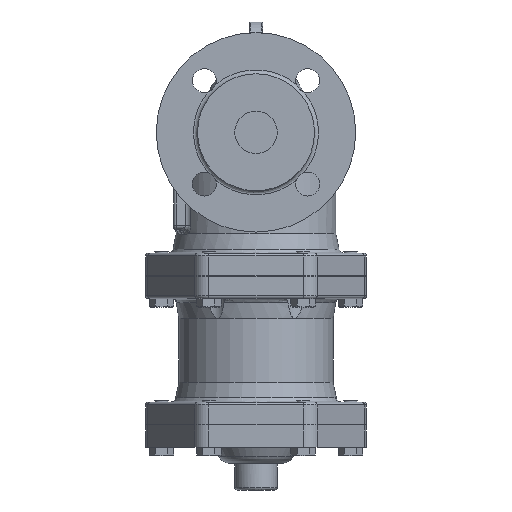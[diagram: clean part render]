
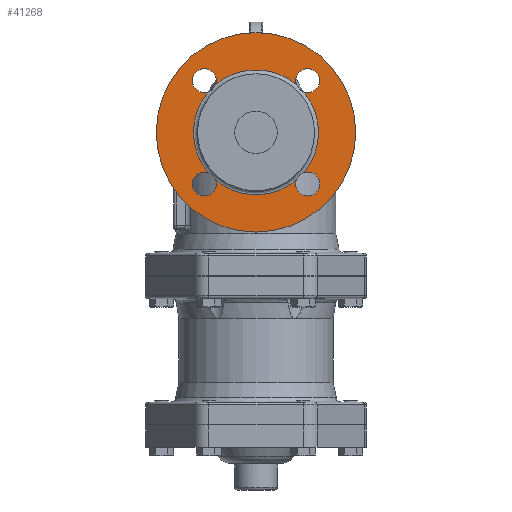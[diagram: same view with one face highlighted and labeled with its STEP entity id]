
A CAD part, left-side view. The second image highlights one B-rep face of the part: STEP entity #41268.
In plain terms, the highlighted free-form (B-spline) face has degree [1, 1] with [2, 2] control points.
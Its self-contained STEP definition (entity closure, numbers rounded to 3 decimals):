
#41100=CARTESIAN_POINT('',(-104.5,30.432,72.182));
#41101=VERTEX_POINT('',#41100);
#41102=CARTESIAN_POINT('',(-104.5,-30.432,72.182));
#41103=VERTEX_POINT('',#41102);
#41104=CARTESIAN_POINT('',(-104.5,0.0,108.0));
#41105=DIRECTION('',(-1.0,0.0,0.0));
#41106=DIRECTION('',(0.0,0.0,-1.0));
#41107=AXIS2_PLACEMENT_3D('',#41104,#41105,#41106);
#41108=CIRCLE('',#41107,47.0);
#41109=EDGE_CURVE('',#41101,#41103,#41108,.T.);
#41111=CARTESIAN_POINT('',(-104.5,-35.818,77.568));
#41112=VERTEX_POINT('',#41111);
#41130=CARTESIAN_POINT('',(-104.5,-35.818,138.432));
#41131=VERTEX_POINT('',#41130);
#41132=CARTESIAN_POINT('',(-104.5,0.0,108.0));
#41133=DIRECTION('',(-1.0,0.0,0.0));
#41134=DIRECTION('',(0.0,0.0,-1.0));
#41135=AXIS2_PLACEMENT_3D('',#41132,#41133,#41134);
#41136=CIRCLE('',#41135,47.0);
#41137=EDGE_CURVE('',#41112,#41131,#41136,.T.);
#41139=CARTESIAN_POINT('',(-104.5,-30.432,143.818));
#41140=VERTEX_POINT('',#41139);
#41158=CARTESIAN_POINT('',(-104.5,30.432,143.818));
#41159=VERTEX_POINT('',#41158);
#41160=CARTESIAN_POINT('',(-104.5,0.0,108.0));
#41161=DIRECTION('',(-1.0,0.0,0.0));
#41162=DIRECTION('',(0.0,0.0,-1.0));
#41163=AXIS2_PLACEMENT_3D('',#41160,#41161,#41162);
#41164=CIRCLE('',#41163,47.0);
#41165=EDGE_CURVE('',#41140,#41159,#41164,.T.);
#41167=CARTESIAN_POINT('',(-104.5,35.818,138.432));
#41168=VERTEX_POINT('',#41167);
#41186=CARTESIAN_POINT('',(-104.5,35.818,77.568));
#41187=VERTEX_POINT('',#41186);
#41188=CARTESIAN_POINT('',(-104.5,0.0,108.0));
#41189=DIRECTION('',(-1.0,0.0,0.0));
#41190=DIRECTION('',(0.0,0.0,-1.0));
#41191=AXIS2_PLACEMENT_3D('',#41188,#41189,#41190);
#41192=CIRCLE('',#41191,47.0);
#41193=EDGE_CURVE('',#41168,#41187,#41192,.T.);
#41218=CARTESIAN_POINT('',(-104.5,75.0,183.0));
#41219=CARTESIAN_POINT('',(-104.5,75.0,33.0));
#41220=CARTESIAN_POINT('',(-104.5,-75.0,183.0));
#41221=CARTESIAN_POINT('',(-104.5,-75.0,33.0));
#41222=B_SPLINE_SURFACE_WITH_KNOTS('',1,1,((#41218,#41220),(#41219,#41221)),.UNSPECIFIED.,.F.,.F.,.U.,(2,2),(2,2),(0.0,150.0),(0.0,150.0),.UNSPECIFIED.);
#41223=CARTESIAN_POINT('',(-104.5,0.0,183.0));
#41224=VERTEX_POINT('',#41223);
#41225=CARTESIAN_POINT('',(-104.5,0.0,108.0));
#41226=DIRECTION('',(-1.0,0.0,0.0));
#41227=DIRECTION('',(0.0,0.0,1.0));
#41228=AXIS2_PLACEMENT_3D('',#41225,#41226,#41227);
#41229=CIRCLE('',#41228,75.0);
#41230=EDGE_CURVE('',#41224,#41224,#41229,.T.);
#41231=ORIENTED_EDGE('',*,*,#41230,.T.);
#41232=EDGE_LOOP('',(#41231));
#41233=FACE_OUTER_BOUND('',#41232,.T.);
#41234=ORIENTED_EDGE('',*,*,#41109,.F.);
#41235=CARTESIAN_POINT('',(-104.5,38.891,69.109));
#41236=DIRECTION('',(1.0,0.0,0.0));
#41237=DIRECTION('',(0.0,0.0,1.0));
#41238=AXIS2_PLACEMENT_3D('',#41235,#41236,#41237);
#41239=CIRCLE('',#41238,9.0);
#41240=EDGE_CURVE('',#41101,#41187,#41239,.T.);
#41241=ORIENTED_EDGE('',*,*,#41240,.T.);
#41242=ORIENTED_EDGE('',*,*,#41193,.F.);
#41243=CARTESIAN_POINT('',(-104.5,38.891,146.891));
#41244=DIRECTION('',(1.0,0.0,0.0));
#41245=DIRECTION('',(0.0,-1.0,0.0));
#41246=AXIS2_PLACEMENT_3D('',#41243,#41244,#41245);
#41247=CIRCLE('',#41246,9.0);
#41248=EDGE_CURVE('',#41168,#41159,#41247,.T.);
#41249=ORIENTED_EDGE('',*,*,#41248,.T.);
#41250=ORIENTED_EDGE('',*,*,#41165,.F.);
#41251=CARTESIAN_POINT('',(-104.5,-38.891,146.891));
#41252=DIRECTION('',(1.0,0.0,0.0));
#41253=DIRECTION('',(0.0,0.0,-1.0));
#41254=AXIS2_PLACEMENT_3D('',#41251,#41252,#41253);
#41255=CIRCLE('',#41254,9.0);
#41256=EDGE_CURVE('',#41140,#41131,#41255,.T.);
#41257=ORIENTED_EDGE('',*,*,#41256,.T.);
#41258=ORIENTED_EDGE('',*,*,#41137,.F.);
#41259=CARTESIAN_POINT('',(-104.5,-38.891,69.109));
#41260=DIRECTION('',(1.0,0.0,0.0));
#41261=DIRECTION('',(0.0,1.0,0.0));
#41262=AXIS2_PLACEMENT_3D('',#41259,#41260,#41261);
#41263=CIRCLE('',#41262,9.0);
#41264=EDGE_CURVE('',#41112,#41103,#41263,.T.);
#41265=ORIENTED_EDGE('',*,*,#41264,.T.);
#41266=EDGE_LOOP('',(#41234,#41241,#41242,#41249,#41250,#41257,#41258,#41265));
#41267=FACE_BOUND('',#41266,.T.);
#41268=ADVANCED_FACE('',(#41233,#41267),#41222,.T.);
